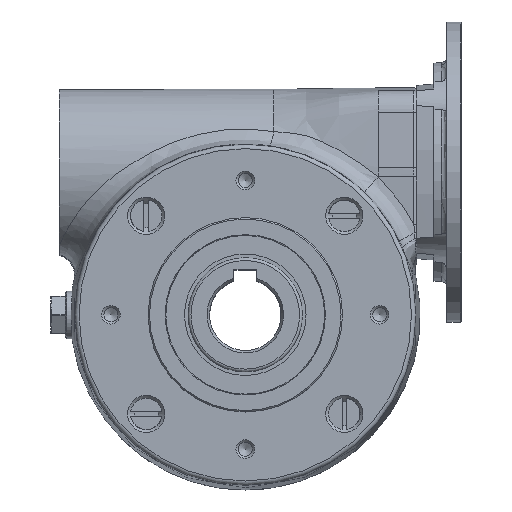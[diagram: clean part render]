
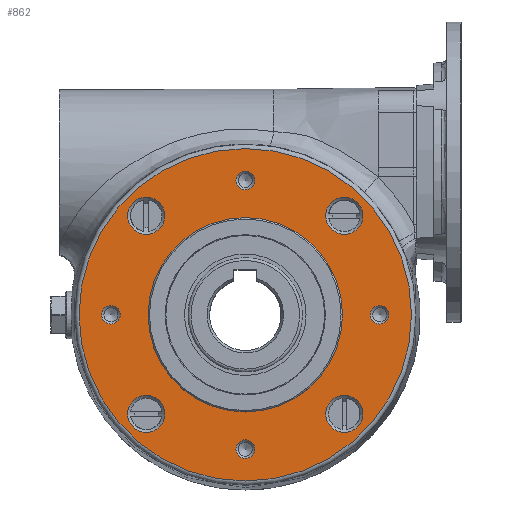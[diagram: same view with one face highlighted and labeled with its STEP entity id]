
A CAD part, top view. The second image highlights one B-rep face of the part: STEP entity #862.
In plain terms, the highlighted planar face has unit normal (0, 0, 1).
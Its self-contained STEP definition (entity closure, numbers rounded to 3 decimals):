
#862 = ADVANCED_FACE( '', ( #1939, #1940, #1941, #1942, #1943, #1944, #1945, #1946, #1947, #1948 ), #1949, .T. );
#1939 = FACE_BOUND( '', #5015, .T. );
#1940 = FACE_BOUND( '', #5016, .T. );
#1941 = FACE_BOUND( '', #5017, .T. );
#1942 = FACE_BOUND( '', #5018, .T. );
#1943 = FACE_BOUND( '', #5019, .T. );
#1944 = FACE_BOUND( '', #5020, .T. );
#1945 = FACE_BOUND( '', #5021, .T. );
#1946 = FACE_BOUND( '', #5022, .T. );
#1947 = FACE_BOUND( '', #5023, .T. );
#1948 = FACE_OUTER_BOUND( '', #5024, .T. );
#1949 = PLANE( '', #5025 );
#5015 = EDGE_LOOP( '', ( #7995 ) );
#5016 = EDGE_LOOP( '', ( #7996 ) );
#5017 = EDGE_LOOP( '', ( #7997 ) );
#5018 = EDGE_LOOP( '', ( #7998 ) );
#5019 = EDGE_LOOP( '', ( #7999 ) );
#5020 = EDGE_LOOP( '', ( #8000 ) );
#5021 = EDGE_LOOP( '', ( #8001 ) );
#5022 = EDGE_LOOP( '', ( #8002 ) );
#5023 = EDGE_LOOP( '', ( #8003 ) );
#5024 = EDGE_LOOP( '', ( #8004 ) );
#5025 = AXIS2_PLACEMENT_3D( '', #8005, #8006, #8007 );
#7995 = ORIENTED_EDGE( '', *, *, #9075, .T. );
#7996 = ORIENTED_EDGE( '', *, *, #9551, .T. );
#7997 = ORIENTED_EDGE( '', *, *, #9464, .T. );
#7998 = ORIENTED_EDGE( '', *, *, #9235, .T. );
#7999 = ORIENTED_EDGE( '', *, *, #9199, .T. );
#8000 = ORIENTED_EDGE( '', *, *, #9087, .T. );
#8001 = ORIENTED_EDGE( '', *, *, #9253, .T. );
#8002 = ORIENTED_EDGE( '', *, *, #9101, .T. );
#8003 = ORIENTED_EDGE( '', *, *, #9386, .F. );
#8004 = ORIENTED_EDGE( '', *, *, #9448, .T. );
#8005 = CARTESIAN_POINT( '', ( 34., 0., 38. ) );
#8006 = DIRECTION( '', ( 0., 0., 1. ) );
#8007 = DIRECTION( '', ( 1., 0., 0. ) );
#9075 = EDGE_CURVE( '', #10314, #10314, #10315, .T. );
#9087 = EDGE_CURVE( '', #10335, #10335, #10336, .T. );
#9101 = EDGE_CURVE( '', #10359, #10359, #10360, .T. );
#9199 = EDGE_CURVE( '', #10504, #10504, #10505, .T. );
#9235 = EDGE_CURVE( '', #10560, #10560, #10561, .T. );
#9253 = EDGE_CURVE( '', #10590, #10590, #10591, .T. );
#9386 = EDGE_CURVE( '', #10775, #10775, #10776, .T. );
#9448 = EDGE_CURVE( '', #10855, #10855, #10856, .F. );
#9464 = EDGE_CURVE( '', #10880, #10880, #10881, .T. );
#9551 = EDGE_CURVE( '', #10990, #10990, #10991, .T. );
#10314 = VERTEX_POINT( '', #12506 );
#10315 = CIRCLE( '', #12507, 6.5 );
#10335 = VERTEX_POINT( '', #12533 );
#10336 = CIRCLE( '', #12534, 3.259 );
#10359 = VERTEX_POINT( '', #12569 );
#10360 = CIRCLE( '', #12570, 3.259 );
#10504 = VERTEX_POINT( '', #12979 );
#10505 = CIRCLE( '', #12980, 3.259 );
#10560 = VERTEX_POINT( '', #13060 );
#10561 = CIRCLE( '', #13061, 6.5 );
#10590 = VERTEX_POINT( '', #13200 );
#10591 = CIRCLE( '', #13201, 3.259 );
#10775 = VERTEX_POINT( '', #13729 );
#10776 = CIRCLE( '', #13730, 34. );
#10855 = VERTEX_POINT( '', #13878 );
#10856 = CIRCLE( '', #13879, 58.155 );
#10880 = VERTEX_POINT( '', #13910 );
#10881 = CIRCLE( '', #13911, 6.5 );
#10990 = VERTEX_POINT( '', #14291 );
#10991 = CIRCLE( '', #14292, 6.5 );
#12506 = CARTESIAN_POINT( '', ( 28.148, 34.648, 38. ) );
#12507 = AXIS2_PLACEMENT_3D( '', #15023, #15024, #15025 );
#12533 = CARTESIAN_POINT( '', ( 3.258, 47., 38. ) );
#12534 = AXIS2_PLACEMENT_3D( '', #15038, #15039, #15040 );
#12569 = CARTESIAN_POINT( '', ( -3.258, -47., 38. ) );
#12570 = AXIS2_PLACEMENT_3D( '', #15056, #15057, #15058 );
#12979 = CARTESIAN_POINT( '', ( -47., 3.259, 38. ) );
#12980 = AXIS2_PLACEMENT_3D( '', #15153, #15154, #15155 );
#13060 = CARTESIAN_POINT( '', ( -41.148, 34.648, 38. ) );
#13061 = AXIS2_PLACEMENT_3D( '', #15202, #15203, #15204 );
#13200 = CARTESIAN_POINT( '', ( 47., -3.258, 38. ) );
#13201 = AXIS2_PLACEMENT_3D( '', #15218, #15219, #15220 );
#13729 = CARTESIAN_POINT( '', ( 34., 0., 38. ) );
#13730 = AXIS2_PLACEMENT_3D( '', #15367, #15368, #15369 );
#13878 = CARTESIAN_POINT( '', ( 0., -58.155, 38. ) );
#13879 = AXIS2_PLACEMENT_3D( '', #15444, #15445, #15446 );
#13910 = CARTESIAN_POINT( '', ( -41.148, -34.648, 38. ) );
#13911 = AXIS2_PLACEMENT_3D( '', #15466, #15467, #15468 );
#14291 = CARTESIAN_POINT( '', ( 28.148, -34.648, 38. ) );
#14292 = AXIS2_PLACEMENT_3D( '', #15560, #15561, #15562 );
#15023 = CARTESIAN_POINT( '', ( 34.648, 34.648, 38. ) );
#15024 = DIRECTION( '', ( 0., 0., -1. ) );
#15025 = DIRECTION( '', ( -1., 0., 0. ) );
#15038 = CARTESIAN_POINT( '', ( 0., 47., 38. ) );
#15039 = DIRECTION( '', ( 0., 0., -1. ) );
#15040 = DIRECTION( '', ( 1., 0., 0. ) );
#15056 = CARTESIAN_POINT( '', ( 0., -47., 38. ) );
#15057 = DIRECTION( '', ( 0., 0., -1. ) );
#15058 = DIRECTION( '', ( -1., 0., 0. ) );
#15153 = CARTESIAN_POINT( '', ( -47., 0., 38. ) );
#15154 = DIRECTION( '', ( 0., 0., -1. ) );
#15155 = DIRECTION( '', ( 0., 1., 0. ) );
#15202 = CARTESIAN_POINT( '', ( -34.648, 34.648, 38. ) );
#15203 = DIRECTION( '', ( 0., 0., -1. ) );
#15204 = DIRECTION( '', ( -1., 0., 0. ) );
#15218 = CARTESIAN_POINT( '', ( 47., 0., 38. ) );
#15219 = DIRECTION( '', ( 0., 0., -1. ) );
#15220 = DIRECTION( '', ( 0., -1., 0. ) );
#15367 = CARTESIAN_POINT( '', ( 0., 0., 38. ) );
#15368 = DIRECTION( '', ( 0., 0., 1. ) );
#15369 = DIRECTION( '', ( 1., 0., 0. ) );
#15444 = CARTESIAN_POINT( '', ( 0., 0., 38. ) );
#15445 = DIRECTION( '', ( 0., 0., -1. ) );
#15446 = DIRECTION( '', ( 0., -1., 0. ) );
#15466 = CARTESIAN_POINT( '', ( -34.648, -34.648, 38. ) );
#15467 = DIRECTION( '', ( 0., 0., -1. ) );
#15468 = DIRECTION( '', ( -1., 0., 0. ) );
#15560 = CARTESIAN_POINT( '', ( 34.648, -34.648, 38. ) );
#15561 = DIRECTION( '', ( 0., 0., -1. ) );
#15562 = DIRECTION( '', ( -1., 0., 0. ) );
